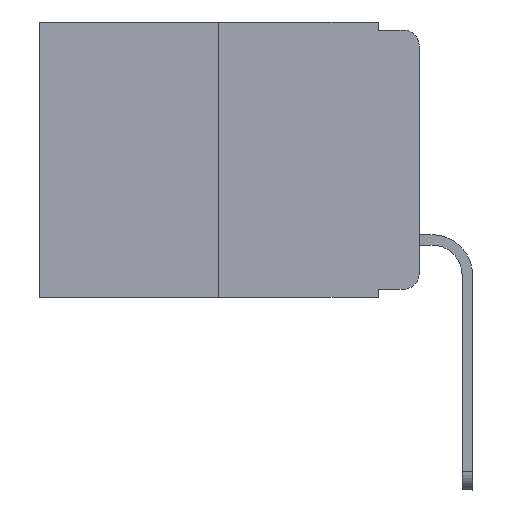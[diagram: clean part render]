
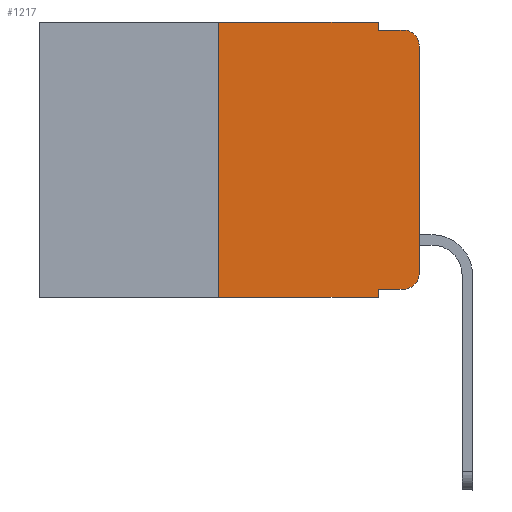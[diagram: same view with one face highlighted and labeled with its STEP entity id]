
A CAD part, left-side view. The second image highlights one B-rep face of the part: STEP entity #1217.
In plain terms, the highlighted planar face has unit normal (-1, 0, 0).
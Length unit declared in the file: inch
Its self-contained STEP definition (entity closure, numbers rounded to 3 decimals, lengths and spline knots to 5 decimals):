
#302 = DIRECTION ( 'NONE',  ( 0., 0., -1. ) ) ;
#773 = VERTEX_POINT ( 'NONE', #19973 ) ;
#803 = EDGE_CURVE ( 'NONE', #1335, #2495, #11838, .T. ) ;
#871 = EDGE_CURVE ( 'NONE', #20007, #9954, #18712, .T. ) ;
#1102 = EDGE_CURVE ( 'NONE', #9954, #773, #13553, .T. ) ;
#1217 = ADVANCED_FACE ( 'NONE', ( #12289 ), #18578, .F. ) ;
#1335 = VERTEX_POINT ( 'NONE', #7238 ) ;
#1383 = CARTESIAN_POINT ( 'NONE',  ( 0., 0.25, -0.343 ) ) ;
#1384 = DIRECTION ( 'NONE',  ( 0., 0., -1. ) ) ;
#1567 = ORIENTED_EDGE ( 'NONE', *, *, #9844, .F. ) ;
#1833 = CARTESIAN_POINT ( 'NONE',  ( 0., 0.051, 0. ) ) ;
#1958 = CARTESIAN_POINT ( 'NONE',  ( 0., 0.02, -0.01 ) ) ;
#2015 = CARTESIAN_POINT ( 'NONE',  ( 0., 0., 0. ) ) ;
#2290 = VECTOR ( 'NONE', #5130, 39.37008 ) ;
#2490 = CARTESIAN_POINT ( 'NONE',  ( 0., 0.02, -0.333 ) ) ;
#2495 = VERTEX_POINT ( 'NONE', #1958 ) ;
#3122 = VECTOR ( 'NONE', #3727, 39.37008 ) ;
#3536 = VERTEX_POINT ( 'NONE', #4723 ) ;
#3727 = DIRECTION ( 'NONE',  ( 0., 0., 1. ) ) ;
#3784 = LINE ( 'NONE', #10287, #14935 ) ;
#3974 = CARTESIAN_POINT ( 'NONE',  ( 0., 0.051, -0.333 ) ) ;
#4363 = EDGE_LOOP ( 'NONE', ( #20307, #17147, #1567, #12731, #15435, #8885, #11269, #15894, #13827, #17993 ) ) ;
#4723 = CARTESIAN_POINT ( 'NONE',  ( 0., 0.25, 0. ) ) ;
#5051 = CARTESIAN_POINT ( 'NONE',  ( 0., 0.02, -0.03 ) ) ;
#5130 = DIRECTION ( 'NONE',  ( 0., 0., -1. ) ) ;
#5230 = CARTESIAN_POINT ( 'NONE',  ( 0., 0.02, -0.313 ) ) ;
#5361 = DIRECTION ( 'NONE',  ( 0., 0., -1. ) ) ;
#6235 = VERTEX_POINT ( 'NONE', #9350 ) ;
#6584 = CARTESIAN_POINT ( 'NONE',  ( 0., 0.473, 0. ) ) ;
#7162 = VECTOR ( 'NONE', #9908, 39.37008 ) ;
#7238 = CARTESIAN_POINT ( 'NONE',  ( 0., 0., -0.03 ) ) ;
#7492 = VECTOR ( 'NONE', #1384, 39.37008 ) ;
#7719 = VERTEX_POINT ( 'NONE', #1383 ) ;
#8761 = DIRECTION ( 'NONE',  ( 0., -1., 0. ) ) ;
#8885 = ORIENTED_EDGE ( 'NONE', *, *, #19160, .F. ) ;
#8892 = EDGE_CURVE ( 'NONE', #20007, #10489, #19948, .T. ) ;
#8964 = CARTESIAN_POINT ( 'NONE',  ( 0., 0.473, 0. ) ) ;
#9094 = VECTOR ( 'NONE', #8761, 39.37008 ) ;
#9350 = CARTESIAN_POINT ( 'NONE',  ( 0., 0.051, -0.01 ) ) ;
#9844 = EDGE_CURVE ( 'NONE', #6235, #2495, #3784, .T. ) ;
#9908 = DIRECTION ( 'NONE',  ( 0., -1., 0. ) ) ;
#9954 = VERTEX_POINT ( 'NONE', #2490 ) ;
#10229 = EDGE_CURVE ( 'NONE', #7719, #10489, #15072, .T. ) ;
#10287 = CARTESIAN_POINT ( 'NONE',  ( 0., 0.051, -0.01 ) ) ;
#10489 = VERTEX_POINT ( 'NONE', #20821 ) ;
#11269 = ORIENTED_EDGE ( 'NONE', *, *, #10229, .T. ) ;
#11532 = AXIS2_PLACEMENT_3D ( 'NONE', #8964, #18793, #13781 ) ;
#11838 = CIRCLE ( 'NONE', #13885, 0.02 ) ;
#11863 = DIRECTION ( 'NONE',  ( -1., 0., 0. ) ) ;
#12059 = DIRECTION ( 'NONE',  ( 0., 0., 1. ) ) ;
#12289 = FACE_OUTER_BOUND ( 'NONE', #4363, .T. ) ;
#12731 = ORIENTED_EDGE ( 'NONE', *, *, #18197, .F. ) ;
#13553 = CIRCLE ( 'NONE', #15936, 0.02 ) ;
#13646 = CARTESIAN_POINT ( 'NONE',  ( 0., 0.25, 0. ) ) ;
#13650 = LINE ( 'NONE', #2015, #3122 ) ;
#13781 = DIRECTION ( 'NONE',  ( 0., 0., -1. ) ) ;
#13827 = ORIENTED_EDGE ( 'NONE', *, *, #871, .T. ) ;
#13885 = AXIS2_PLACEMENT_3D ( 'NONE', #5051, #18069, #5361 ) ;
#14832 = CARTESIAN_POINT ( 'NONE',  ( 0., 0.051, 0. ) ) ;
#14935 = VECTOR ( 'NONE', #19881, 39.37008 ) ;
#15072 = LINE ( 'NONE', #15168, #20050 ) ;
#15168 = CARTESIAN_POINT ( 'NONE',  ( 0., 0.473, -0.343 ) ) ;
#15435 = ORIENTED_EDGE ( 'NONE', *, *, #18971, .F. ) ;
#15760 = VECTOR ( 'NONE', #12059, 39.37008 ) ;
#15804 = CARTESIAN_POINT ( 'NONE',  ( 0., 0.051, 0. ) ) ;
#15894 = ORIENTED_EDGE ( 'NONE', *, *, #8892, .F. ) ;
#15936 = AXIS2_PLACEMENT_3D ( 'NONE', #5230, #11863, #302 ) ;
#16736 = LINE ( 'NONE', #13646, #15760 ) ;
#17147 = ORIENTED_EDGE ( 'NONE', *, *, #803, .T. ) ;
#17817 = LINE ( 'NONE', #14832, #7492 ) ;
#17827 = LINE ( 'NONE', #6584, #7162 ) ;
#17993 = ORIENTED_EDGE ( 'NONE', *, *, #1102, .T. ) ;
#18046 = VERTEX_POINT ( 'NONE', #15804 ) ;
#18048 = DIRECTION ( 'NONE',  ( 0., -1., 0. ) ) ;
#18069 = DIRECTION ( 'NONE',  ( -1., 0., 0. ) ) ;
#18197 = EDGE_CURVE ( 'NONE', #18046, #6235, #17817, .T. ) ;
#18370 = CARTESIAN_POINT ( 'NONE',  ( 0., 0.051, -0.333 ) ) ;
#18578 = PLANE ( 'NONE',  #11532 ) ;
#18712 = LINE ( 'NONE', #3974, #9094 ) ;
#18793 = DIRECTION ( 'NONE',  ( 1., 0., 0. ) ) ;
#18971 = EDGE_CURVE ( 'NONE', #3536, #18046, #17827, .T. ) ;
#19160 = EDGE_CURVE ( 'NONE', #7719, #3536, #16736, .T. ) ;
#19881 = DIRECTION ( 'NONE',  ( 0., -1., 0. ) ) ;
#19948 = LINE ( 'NONE', #1833, #2290 ) ;
#19973 = CARTESIAN_POINT ( 'NONE',  ( 0., 0., -0.313 ) ) ;
#20007 = VERTEX_POINT ( 'NONE', #18370 ) ;
#20050 = VECTOR ( 'NONE', #18048, 39.37008 ) ;
#20307 = ORIENTED_EDGE ( 'NONE', *, *, #20426, .T. ) ;
#20426 = EDGE_CURVE ( 'NONE', #773, #1335, #13650, .T. ) ;
#20821 = CARTESIAN_POINT ( 'NONE',  ( 0., 0.051, -0.343 ) ) ;
